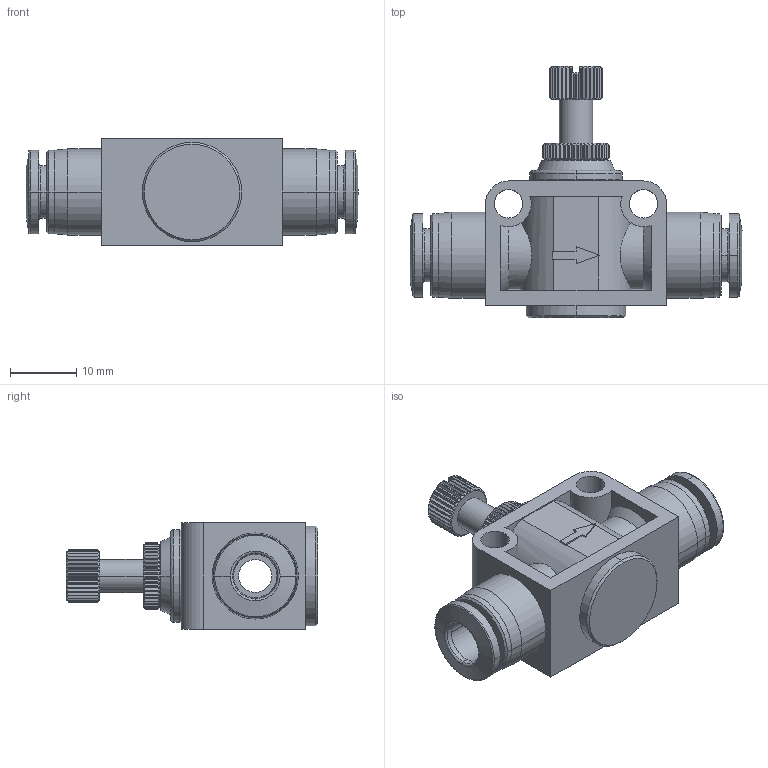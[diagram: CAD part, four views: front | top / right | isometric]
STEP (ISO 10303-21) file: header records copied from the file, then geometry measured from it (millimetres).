
FILE_DESCRIPTION (( 'STEP AP214' ), '1' );
FILE_NAME ('FVU14.step', '2016-02-24T20:38:14', ( '' ), ( '' ), 'SwSTEP 2.0', 'SolidWorks 2015', '' );
FILE_SCHEMA (( 'AUTOMOTIVE_DESIGN' ));
Length unit declared in the file: inch
Products named in the file (1): FVU14
Bounding box: 50.1 x 37.9 x 16 mm (x, y, z)
Volume: 9259.9 mm3; surface area: 6020.2 mm2
Topology: 1 solids, 1 shells, 544 faces, 1239 edges, 714 vertices
Faces by surface type: plane 215, cone 182, cylinder 133, torus 8, bspline 6
Entity records: 22693 total; most frequent: CARTESIAN_POINT 3822, ORIENTED_EDGE 2478, DIRECTION 2445, EDGE_CURVE 1239, AXIS2_PLACEMENT_3D 1015, VERTEX_POINT 714, EDGE_LOOP 567, LENGTH_MEASURE_WITH_UNIT 547
